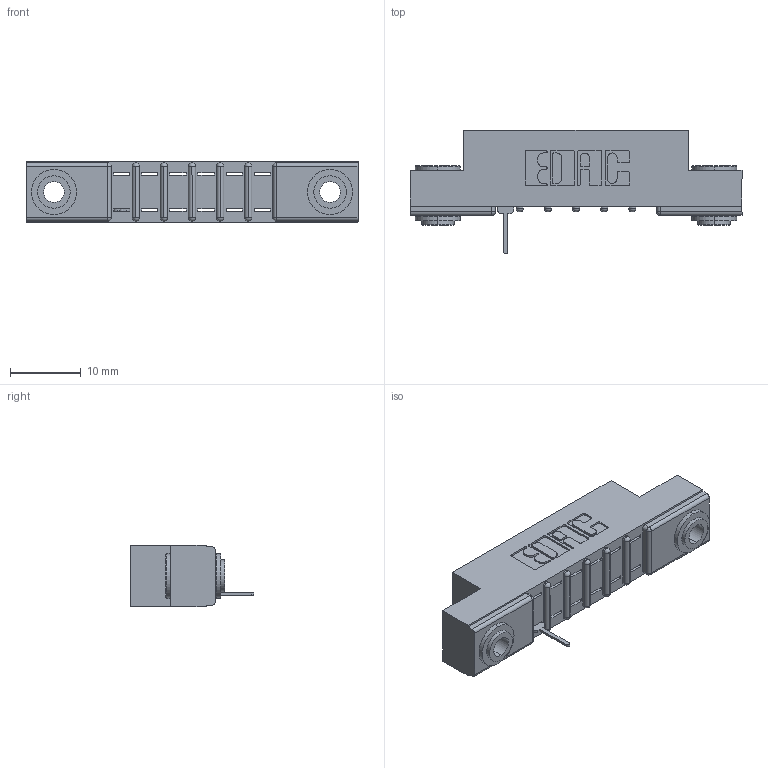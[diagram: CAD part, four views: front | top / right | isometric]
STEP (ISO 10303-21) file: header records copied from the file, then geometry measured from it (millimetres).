
FILE_DESCRIPTION (( 'STEP AP203' ), '1' );
FILE_NAME ('307-006-531-103.STEP', '2018-08-02T18:50:46', ( '' ), ( '' ), 'SwSTEP 2.0', 'SolidWorks 2016', '' );
FILE_SCHEMA (( 'CONFIG_CONTROL_DESIGN' ));
Length unit declared in the file: inch
Products named in the file (4): 307-290-001_531; 345-250-002_345-250-002-102; 307-006-531-103; 307 Part_.156 Dia Mounting Holes
Assembly tree (4 placements, depth 2):
  307-006-531-103
    307 Part_.156 Dia Mounting Holes
    307-290-001_531
    345-250-002_345-250-002-102  x2
Bounding box: 46.79 x 17.42 x 8.71 mm (x, y, z)
Volume: 2920.7 mm3; surface area: 3729.2 mm2
Topology: 4 solids, 4 shells, 333 faces, 917 edges, 586 vertices
Faces by surface type: plane 191, cylinder 120, sphere 14, cone 8
Entity records: 10455 total; most frequent: CARTESIAN_POINT 1748, DIRECTION 1731, ORIENTED_EDGE 1730, EDGE_CURVE 865, LINE 641, VECTOR 641, VERTEX_POINT 562, AXIS2_PLACEMENT_3D 545
